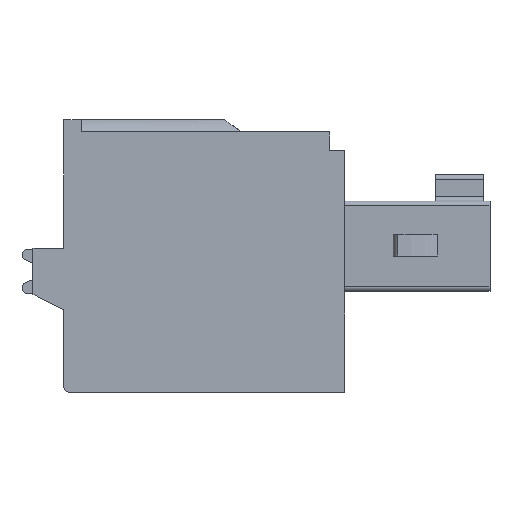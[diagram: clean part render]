
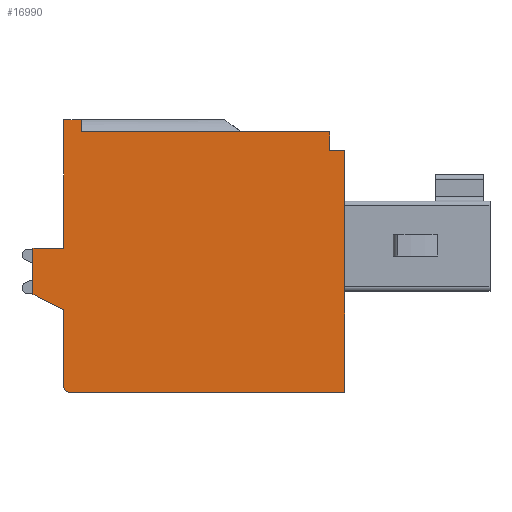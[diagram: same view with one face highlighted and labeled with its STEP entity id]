
A CAD part, left-side view. The second image highlights one B-rep face of the part: STEP entity #16990.
In plain terms, the highlighted planar face has unit normal (-1, 0, 0).
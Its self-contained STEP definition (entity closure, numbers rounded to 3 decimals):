
#572 = EDGE_CURVE ( 'NONE', #25781, #22298, #15357, .T. ) ;
#1169 = VERTEX_POINT ( 'NONE', #5848 ) ;
#1939 = CARTESIAN_POINT ( 'NONE',  ( 0., 6.6, 0. ) ) ;
#2172 = LINE ( 'NONE', #31357, #5248 ) ;
#2194 = LINE ( 'NONE', #12159, #16598 ) ;
#2247 = FACE_OUTER_BOUND ( 'NONE', #25000, .T. ) ;
#3199 = DIRECTION ( 'NONE',  ( 0., -1., 0. ) ) ;
#3351 = VERTEX_POINT ( 'NONE', #29605 ) ;
#3681 = CARTESIAN_POINT ( 'NONE',  ( 0., 18.6, 12.4 ) ) ;
#3723 = VECTOR ( 'NONE', #27564, 1000. ) ;
#3998 = ORIENTED_EDGE ( 'NONE', *, *, #29823, .T. ) ;
#4105 = CARTESIAN_POINT ( 'NONE',  ( 0., 19.4, 6.55 ) ) ;
#4200 = ORIENTED_EDGE ( 'NONE', *, *, #13954, .T. ) ;
#5209 = CARTESIAN_POINT ( 'NONE',  ( 0., 19.15, 0.25 ) ) ;
#5248 = VECTOR ( 'NONE', #28824, 1000. ) ;
#5342 = CARTESIAN_POINT ( 'NONE',  ( 0., 19.4, 12.4 ) ) ;
#5848 = CARTESIAN_POINT ( 'NONE',  ( 0., 7.3, 11. ) ) ;
#6611 = ORIENTED_EDGE ( 'NONE', *, *, #19857, .T. ) ;
#6702 = VECTOR ( 'NONE', #8220, 1000. ) ;
#6704 = CARTESIAN_POINT ( 'NONE',  ( 0., 19.4, 3.75 ) ) ;
#7857 = CARTESIAN_POINT ( 'NONE',  ( 0., 7.3, 11. ) ) ;
#7914 = CARTESIAN_POINT ( 'NONE',  ( 0., 6.6, 0. ) ) ;
#8220 = DIRECTION ( 'NONE',  ( 0., 0., -1. ) ) ;
#8884 = PLANE ( 'NONE',  #25900 ) ;
#9593 = EDGE_CURVE ( 'NONE', #15279, #16856, #2194, .T. ) ;
#10436 = LINE ( 'NONE', #15036, #6702 ) ;
#12052 = LINE ( 'NONE', #26697, #22899 ) ;
#12159 = CARTESIAN_POINT ( 'NONE',  ( 0., 20.8, 12.4 ) ) ;
#12594 = VECTOR ( 'NONE', #20338, 1000. ) ;
#13279 = VECTOR ( 'NONE', #21105, 1000. ) ;
#13627 = CARTESIAN_POINT ( 'NONE',  ( 0., 20.8, 12.4 ) ) ;
#13952 = ORIENTED_EDGE ( 'NONE', *, *, #14919, .T. ) ;
#13954 = EDGE_CURVE ( 'NONE', #28107, #3351, #23237, .T. ) ;
#14037 = ORIENTED_EDGE ( 'NONE', *, *, #27526, .T. ) ;
#14076 = CARTESIAN_POINT ( 'NONE',  ( 0., 19.4, 3.75 ) ) ;
#14275 = EDGE_CURVE ( 'NONE', #22072, #19434, #27504, .T. ) ;
#14880 = DIRECTION ( 'NONE',  ( 0., 0., 1. ) ) ;
#14919 = EDGE_CURVE ( 'NONE', #26267, #16856, #21185, .T. ) ;
#15036 = CARTESIAN_POINT ( 'NONE',  ( 0., 19.4, 12.4 ) ) ;
#15279 = VERTEX_POINT ( 'NONE', #5342 ) ;
#15290 = LINE ( 'NONE', #7857, #3723 ) ;
#15357 = LINE ( 'NONE', #7914, #16469 ) ;
#16469 = VECTOR ( 'NONE', #14880, 1000. ) ;
#16598 = VECTOR ( 'NONE', #26809, 1000. ) ;
#16856 = VERTEX_POINT ( 'NONE', #3681 ) ;
#16990 = ADVANCED_FACE ( 'NONE', ( #2247 ), #8884, .F. ) ;
#17711 = DIRECTION ( 'NONE',  ( -1., 0., 0. ) ) ;
#17730 = VERTEX_POINT ( 'NONE', #4105 ) ;
#18000 = CARTESIAN_POINT ( 'NONE',  ( 0., 20.8, 4.45 ) ) ;
#18351 = ORIENTED_EDGE ( 'NONE', *, *, #25930, .T. ) ;
#18561 = DIRECTION ( 'NONE',  ( 1., 0., 0. ) ) ;
#18614 = ORIENTED_EDGE ( 'NONE', *, *, #14275, .T. ) ;
#18807 = ORIENTED_EDGE ( 'NONE', *, *, #26855, .T. ) ;
#19434 = VERTEX_POINT ( 'NONE', #6704 ) ;
#19857 = EDGE_CURVE ( 'NONE', #15279, #17730, #10436, .T. ) ;
#20157 = LINE ( 'NONE', #24956, #28975 ) ;
#20338 = DIRECTION ( 'NONE',  ( 0., -0.894, -0.447 ) ) ;
#20429 = VECTOR ( 'NONE', #30668, 1000. ) ;
#20986 = LINE ( 'NONE', #26250, #29038 ) ;
#21070 = ORIENTED_EDGE ( 'NONE', *, *, #31255, .T. ) ;
#21105 = DIRECTION ( 'NONE',  ( 0., 0., -1. ) ) ;
#21134 = ORIENTED_EDGE ( 'NONE', *, *, #28448, .F. ) ;
#21185 = LINE ( 'NONE', #23900, #27429 ) ;
#22018 = DIRECTION ( 'NONE',  ( 0., 0., 1. ) ) ;
#22072 = VERTEX_POINT ( 'NONE', #18000 ) ;
#22298 = VERTEX_POINT ( 'NONE', #28745 ) ;
#22350 = CARTESIAN_POINT ( 'NONE',  ( 0., 19.4, 0.25 ) ) ;
#22899 = VECTOR ( 'NONE', #26548, 1000. ) ;
#23237 = CIRCLE ( 'NONE', #31322, 0.25 ) ;
#23366 = DIRECTION ( 'NONE',  ( 0., 0., -1. ) ) ;
#23474 = CARTESIAN_POINT ( 'NONE',  ( 0., 7.3, 11.85 ) ) ;
#23552 = LINE ( 'NONE', #27977, #20429 ) ;
#23680 = CARTESIAN_POINT ( 'NONE',  ( 0., 20.8, 6.55 ) ) ;
#23732 = VERTEX_POINT ( 'NONE', #23680 ) ;
#23900 = CARTESIAN_POINT ( 'NONE',  ( 0., 18.6, 12.4 ) ) ;
#23997 = ORIENTED_EDGE ( 'NONE', *, *, #9593, .F. ) ;
#24205 = ORIENTED_EDGE ( 'NONE', *, *, #572, .T. ) ;
#24956 = CARTESIAN_POINT ( 'NONE',  ( 0., 20.8, 0. ) ) ;
#25000 = EDGE_LOOP ( 'NONE', ( #18351, #13952, #23997, #6611, #14037, #21134, #18614, #28587, #4200, #3998, #24205, #18807, #21070 ) ) ;
#25161 = VERTEX_POINT ( 'NONE', #23474 ) ;
#25781 = VERTEX_POINT ( 'NONE', #1939 ) ;
#25900 = AXIS2_PLACEMENT_3D ( 'NONE', #13627, #18561, #23366 ) ;
#25930 = EDGE_CURVE ( 'NONE', #25161, #26267, #12052, .T. ) ;
#26250 = CARTESIAN_POINT ( 'NONE',  ( 0., 19.4, 6.55 ) ) ;
#26267 = VERTEX_POINT ( 'NONE', #29683 ) ;
#26548 = DIRECTION ( 'NONE',  ( 0., 1., 0. ) ) ;
#26697 = CARTESIAN_POINT ( 'NONE',  ( 0., 11.3, 11.85 ) ) ;
#26809 = DIRECTION ( 'NONE',  ( 0., -1., 0. ) ) ;
#26855 = EDGE_CURVE ( 'NONE', #22298, #1169, #15290, .T. ) ;
#27429 = VECTOR ( 'NONE', #30849, 1000. ) ;
#27504 = LINE ( 'NONE', #29863, #12594 ) ;
#27526 = EDGE_CURVE ( 'NONE', #17730, #23732, #20986, .T. ) ;
#27564 = DIRECTION ( 'NONE',  ( 0., 1., 0. ) ) ;
#27859 = EDGE_CURVE ( 'NONE', #19434, #28107, #30613, .T. ) ;
#27977 = CARTESIAN_POINT ( 'NONE',  ( 0., 7.3, 11.85 ) ) ;
#28107 = VERTEX_POINT ( 'NONE', #22350 ) ;
#28448 = EDGE_CURVE ( 'NONE', #22072, #23732, #2172, .T. ) ;
#28587 = ORIENTED_EDGE ( 'NONE', *, *, #27859, .T. ) ;
#28745 = CARTESIAN_POINT ( 'NONE',  ( 0., 6.6, 11. ) ) ;
#28824 = DIRECTION ( 'NONE',  ( 0., 0., 1. ) ) ;
#28975 = VECTOR ( 'NONE', #3199, 1000. ) ;
#29038 = VECTOR ( 'NONE', #30648, 1000. ) ;
#29605 = CARTESIAN_POINT ( 'NONE',  ( 0., 19.15, 0. ) ) ;
#29683 = CARTESIAN_POINT ( 'NONE',  ( 0., 18.6, 11.85 ) ) ;
#29823 = EDGE_CURVE ( 'NONE', #3351, #25781, #20157, .T. ) ;
#29863 = CARTESIAN_POINT ( 'NONE',  ( 0., 20.8, 4.45 ) ) ;
#30613 = LINE ( 'NONE', #14076, #13279 ) ;
#30648 = DIRECTION ( 'NONE',  ( 0., 1., 0. ) ) ;
#30668 = DIRECTION ( 'NONE',  ( 0., 0., 1. ) ) ;
#30849 = DIRECTION ( 'NONE',  ( 0., 0., 1. ) ) ;
#31255 = EDGE_CURVE ( 'NONE', #1169, #25161, #23552, .T. ) ;
#31322 = AXIS2_PLACEMENT_3D ( 'NONE', #5209, #17711, #22018 ) ;
#31357 = CARTESIAN_POINT ( 'NONE',  ( 0., 20.8, 12.4 ) ) ;
